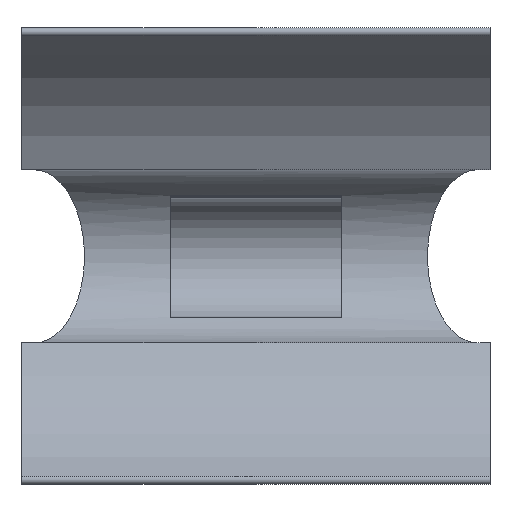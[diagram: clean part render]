
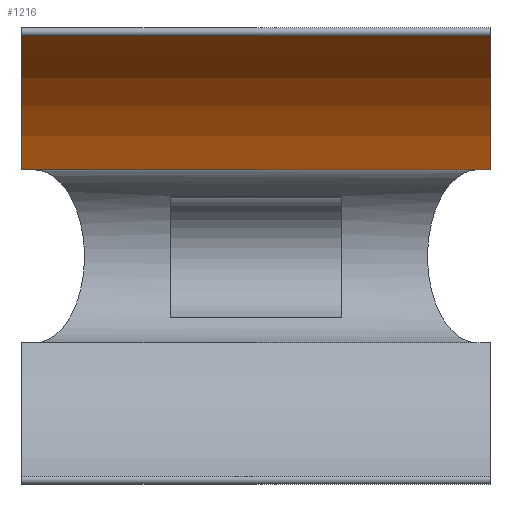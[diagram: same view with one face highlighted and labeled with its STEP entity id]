
A CAD part, top view. The second image highlights one B-rep face of the part: STEP entity #1216.
In plain terms, the highlighted cylindrical face has radius 28.5 mm (diameter 57 mm), a partial arc.
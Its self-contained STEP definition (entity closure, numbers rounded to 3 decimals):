
#142=FACE_OUTER_BOUND('',#218,.T.);
#218=EDGE_LOOP('',(#1003,#1004,#1005,#1006));
#278=LINE('',#1890,#376);
#330=LINE('',#2048,#428);
#376=VECTOR('',#1521,10.);
#428=VECTOR('',#1679,10.);
#502=CIRCLE('',#1342,28.5);
#505=CIRCLE('',#1348,28.5);
#553=VERTEX_POINT('',#1887);
#554=VERTEX_POINT('',#1889);
#600=VERTEX_POINT('',#2027);
#607=VERTEX_POINT('',#2047);
#679=EDGE_CURVE('',#554,#553,#278,.T.);
#749=EDGE_CURVE('',#600,#553,#502,.T.);
#758=EDGE_CURVE('',#607,#600,#330,.T.);
#759=EDGE_CURVE('',#554,#607,#505,.T.);
#1003=ORIENTED_EDGE('',*,*,#679,.T.);
#1004=ORIENTED_EDGE('',*,*,#749,.F.);
#1005=ORIENTED_EDGE('',*,*,#758,.F.);
#1006=ORIENTED_EDGE('',*,*,#759,.F.);
#1154=CYLINDRICAL_SURFACE('',#1347,28.5);
#1216=ADVANCED_FACE('',(#142),#1154,.F.);
#1342=AXIS2_PLACEMENT_3D('',#2029,#1661,#1662);
#1347=AXIS2_PLACEMENT_3D('',#2046,#1677,#1678);
#1348=AXIS2_PLACEMENT_3D('',#2049,#1680,#1681);
#1521=DIRECTION('',(1.,0.,0.));
#1661=DIRECTION('center_axis',(-1.,0.,0.));
#1662=DIRECTION('ref_axis',(0.,0.,-1.));
#1677=DIRECTION('center_axis',(-1.,0.,0.));
#1678=DIRECTION('ref_axis',(0.,0.,-1.));
#1679=DIRECTION('',(1.,0.,0.));
#1680=DIRECTION('center_axis',(1.,0.,0.));
#1681=DIRECTION('ref_axis',(0.,0.,-1.));
#1887=CARTESIAN_POINT('',(0.,10.,-26.688));
#1889=CARTESIAN_POINT('',(-54.,10.,-26.688));
#1890=CARTESIAN_POINT('',(0.,10.,-26.688));
#2027=CARTESIAN_POINT('',(0.,25.395,-12.936));
#2029=CARTESIAN_POINT('Origin',(0.,0.,0.));
#2046=CARTESIAN_POINT('Origin',(0.,0.,0.));
#2047=CARTESIAN_POINT('',(-54.,25.395,-12.936));
#2048=CARTESIAN_POINT('',(0.,25.395,-12.936));
#2049=CARTESIAN_POINT('Origin',(-54.,0.,0.));
